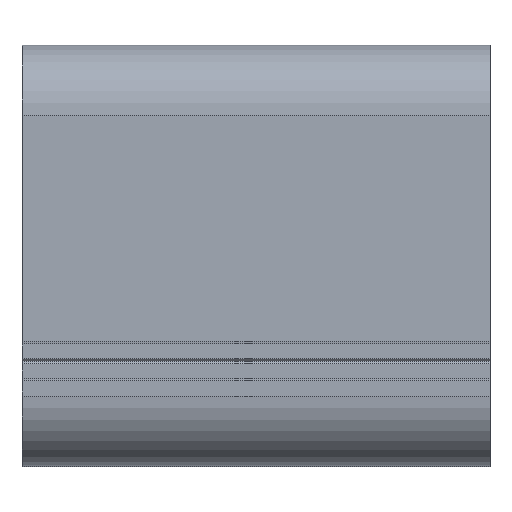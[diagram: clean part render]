
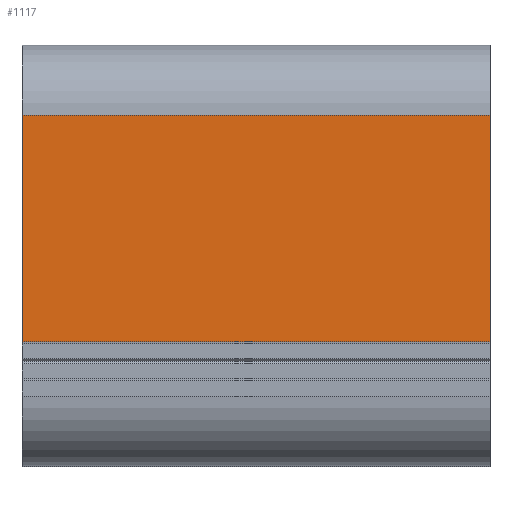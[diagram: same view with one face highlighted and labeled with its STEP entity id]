
A CAD part, top view. The second image highlights one B-rep face of the part: STEP entity #1117.
In plain terms, the highlighted planar face has unit normal (0, 0, 1).
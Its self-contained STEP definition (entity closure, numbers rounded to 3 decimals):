
#245 = LINE ( 'NONE', #2748, #1728 ) ;
#250 = CARTESIAN_POINT ( 'NONE',  ( 59.184, 84.901, 22.5 ) ) ;
#257 = CARTESIAN_POINT ( 'NONE',  ( -40.816, 84.901, 22.5 ) ) ;
#332 = VERTEX_POINT ( 'NONE', #257 ) ;
#340 = VERTEX_POINT ( 'NONE', #3518 ) ;
#472 = FACE_OUTER_BOUND ( 'NONE', #1866, .T. ) ;
#559 = VERTEX_POINT ( 'NONE', #1503 ) ;
#568 = DIRECTION ( 'NONE',  ( -1., 0., 0. ) ) ;
#590 = CARTESIAN_POINT ( 'NONE',  ( 59.184, 36.551, 22.5 ) ) ;
#691 = VERTEX_POINT ( 'NONE', #2703 ) ;
#826 = CARTESIAN_POINT ( 'NONE',  ( -40.816, 84.901, 22.5 ) ) ;
#953 = ORIENTED_EDGE ( 'NONE', *, *, #4669, .T. ) ;
#1117 = ADVANCED_FACE ( 'NONE', ( #472 ), #4241, .F. ) ;
#1293 = DIRECTION ( 'NONE',  ( 0., 0., -1. ) ) ;
#1358 = ORIENTED_EDGE ( 'NONE', *, *, #3604, .F. ) ;
#1378 = LINE ( 'NONE', #3855, #1540 ) ;
#1442 = EDGE_CURVE ( 'NONE', #332, #691, #4611, .T. ) ;
#1503 = CARTESIAN_POINT ( 'NONE',  ( 59.184, 36.551, 22.5 ) ) ;
#1540 = VECTOR ( 'NONE', #3514, 1000. ) ;
#1728 = VECTOR ( 'NONE', #3947, 1000. ) ;
#1866 = EDGE_LOOP ( 'NONE', ( #3572, #2561, #1358, #953 ) ) ;
#2170 = LINE ( 'NONE', #590, #4775 ) ;
#2561 = ORIENTED_EDGE ( 'NONE', *, *, #2898, .F. ) ;
#2649 = DIRECTION ( 'NONE',  ( 0., -1., 0. ) ) ;
#2703 = CARTESIAN_POINT ( 'NONE',  ( -40.816, 36.551, 22.5 ) ) ;
#2748 = CARTESIAN_POINT ( 'NONE',  ( 59.184, 84.901, 22.5 ) ) ;
#2898 = EDGE_CURVE ( 'NONE', #559, #691, #2170, .T. ) ;
#3514 = DIRECTION ( 'NONE',  ( -1., 0., 0. ) ) ;
#3518 = CARTESIAN_POINT ( 'NONE',  ( 59.184, 84.901, 22.5 ) ) ;
#3572 = ORIENTED_EDGE ( 'NONE', *, *, #1442, .T. ) ;
#3604 = EDGE_CURVE ( 'NONE', #340, #559, #245, .T. ) ;
#3611 = VECTOR ( 'NONE', #2649, 1000. ) ;
#3855 = CARTESIAN_POINT ( 'NONE',  ( 59.184, 84.901, 22.5 ) ) ;
#3947 = DIRECTION ( 'NONE',  ( 0., -1., 0. ) ) ;
#4241 = PLANE ( 'NONE',  #4645 ) ;
#4611 = LINE ( 'NONE', #826, #3611 ) ;
#4627 = DIRECTION ( 'NONE',  ( -1., 0., 0. ) ) ;
#4645 = AXIS2_PLACEMENT_3D ( 'NONE', #250, #1293, #4627 ) ;
#4669 = EDGE_CURVE ( 'NONE', #340, #332, #1378, .T. ) ;
#4775 = VECTOR ( 'NONE', #568, 1000. ) ;
